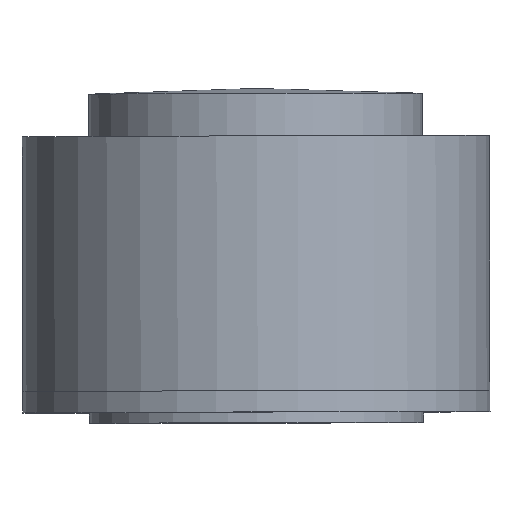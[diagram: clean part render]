
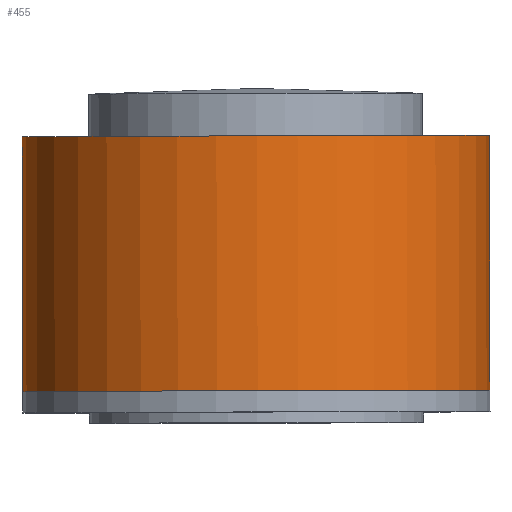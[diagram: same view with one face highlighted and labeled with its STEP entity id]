
A CAD part, top view. The second image highlights one B-rep face of the part: STEP entity #455.
In plain terms, the highlighted cylindrical face has radius 11.176 mm (diameter 22.352 mm), a full revolution.
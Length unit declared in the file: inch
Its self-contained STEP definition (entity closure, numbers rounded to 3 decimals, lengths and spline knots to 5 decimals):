
#379=CARTESIAN_POINT('',(0.,0.,0.));
#380=DIRECTION('',(0.0,0.0,1.0));
#381=DIRECTION('',(-1.0,0.0,0.0));
#382=AXIS2_PLACEMENT_3D('',#379,#380,#381);
#383=CYLINDRICAL_SURFACE('',#382,0.44);
#384=CARTESIAN_POINT('',(0.44,0.,-0.24));
#385=VERTEX_POINT('',#384);
#386=CARTESIAN_POINT('',(0.,0.,-0.24));
#387=DIRECTION('',(0.0,0.0,1.0));
#388=DIRECTION('',(-1.0,0.0,0.0));
#389=AXIS2_PLACEMENT_3D('',#386,#387,#388);
#390=CIRCLE('',#389,0.44);
#391=EDGE_CURVE('',#385,#385,#390,.T.);
#392=ORIENTED_EDGE('',*,*,#391,.T.);
#393=EDGE_LOOP('',(#392));
#394=FACE_OUTER_BOUND('',#393,.T.);
#395=CARTESIAN_POINT('',(0.0,-0.44,0.04395));
#396=VERTEX_POINT('',#395);
#397=CARTESIAN_POINT('',(0.,-0.44,-0.06395));
#398=VERTEX_POINT('',#397);
#399=CARTESIAN_POINT('',(0.0,-0.44,0.04395));
#400=CARTESIAN_POINT('',(0.00678,-0.44,0.04395));
#401=CARTESIAN_POINT('',(0.01401,-0.43983,0.04259));
#402=CARTESIAN_POINT('',(0.0273,-0.4392,0.03709));
#403=CARTESIAN_POINT('',(0.03336,-0.43876,0.03293));
#404=CARTESIAN_POINT('',(0.04293,-0.43793,0.02336));
#405=CARTESIAN_POINT('',(0.04709,-0.43748,0.0173));
#406=CARTESIAN_POINT('',(0.05259,-0.43685,0.00401));
#407=CARTESIAN_POINT('',(0.05395,-0.43668,-0.00322));
#408=CARTESIAN_POINT('',(0.05395,-0.43668,-0.01678));
#409=CARTESIAN_POINT('',(0.05259,-0.43685,-0.02401));
#410=CARTESIAN_POINT('',(0.04709,-0.43748,-0.0373));
#411=CARTESIAN_POINT('',(0.04293,-0.43793,-0.04336));
#412=CARTESIAN_POINT('',(0.03336,-0.43876,-0.05293));
#413=CARTESIAN_POINT('',(0.0273,-0.4392,-0.05709));
#414=CARTESIAN_POINT('',(0.01401,-0.43983,-0.06259));
#415=CARTESIAN_POINT('',(0.00678,-0.44,-0.06395));
#416=CARTESIAN_POINT('',(0.,-0.44,-0.06395));
#417=B_SPLINE_CURVE_WITH_KNOTS('',3,(#399,#400,#401,#402,#403,#404,#405,#406,#407,#408,#409,#410,#411,#412,#413,#414,#415,#416),.UNSPECIFIED.,.F.,.U.,(4,2,2,2,2,2,2,2,4),(0.08138,0.10172,0.12207,0.14241,0.16275,0.1831,0.20344,0.22379,0.24413),.UNSPECIFIED.);
#418=EDGE_CURVE('',#396,#398,#417,.T.);
#419=ORIENTED_EDGE('',*,*,#418,.T.);
#420=CARTESIAN_POINT('',(0.,-0.44,-0.06395));
#421=CARTESIAN_POINT('',(-0.00678,-0.44,-0.06395));
#422=CARTESIAN_POINT('',(-0.01401,-0.43983,-0.06259));
#423=CARTESIAN_POINT('',(-0.0273,-0.4392,-0.05709));
#424=CARTESIAN_POINT('',(-0.03336,-0.43876,-0.05293));
#425=CARTESIAN_POINT('',(-0.04293,-0.43793,-0.04336));
#426=CARTESIAN_POINT('',(-0.04709,-0.43748,-0.0373));
#427=CARTESIAN_POINT('',(-0.05259,-0.43685,-0.02401));
#428=CARTESIAN_POINT('',(-0.05395,-0.43668,-0.01678));
#429=CARTESIAN_POINT('',(-0.05395,-0.43668,-0.01));
#430=CARTESIAN_POINT('',(-0.05395,-0.43668,-0.00322));
#431=CARTESIAN_POINT('',(-0.05259,-0.43685,0.00401));
#432=CARTESIAN_POINT('',(-0.04709,-0.43748,0.0173));
#433=CARTESIAN_POINT('',(-0.04293,-0.43793,0.02336));
#434=CARTESIAN_POINT('',(-0.03336,-0.43876,0.03293));
#435=CARTESIAN_POINT('',(-0.0273,-0.4392,0.03709));
#436=CARTESIAN_POINT('',(-0.01401,-0.43983,0.04259));
#437=CARTESIAN_POINT('',(-0.00678,-0.44,0.04395));
#438=CARTESIAN_POINT('',(0.0,-0.44,0.04395));
#439=B_SPLINE_CURVE_WITH_KNOTS('',3,(#420,#421,#422,#423,#424,#425,#426,#427,#428,#429,#430,#431,#432,#433,#434,#435,#436,#437,#438),.UNSPECIFIED.,.F.,.U.,(4,2,2,2,3,2,2,2,4),(0.24413,0.26448,0.28482,0.30516,0.32551,0.34585,0.3662,0.38654,0.40688),.UNSPECIFIED.);
#440=EDGE_CURVE('',#398,#396,#439,.T.);
#441=ORIENTED_EDGE('',*,*,#440,.T.);
#442=EDGE_LOOP('',(#419,#441));
#443=FACE_BOUND('',#442,.T.);
#444=CARTESIAN_POINT('',(0.44,0.,0.24));
#445=VERTEX_POINT('',#444);
#446=CARTESIAN_POINT('',(0.,0.,0.24));
#447=DIRECTION('',(0.0,0.0,1.0));
#448=DIRECTION('',(-1.0,0.0,0.0));
#449=AXIS2_PLACEMENT_3D('',#446,#447,#448);
#450=CIRCLE('',#449,0.44);
#451=EDGE_CURVE('',#445,#445,#450,.T.);
#452=ORIENTED_EDGE('',*,*,#451,.F.);
#453=EDGE_LOOP('',(#452));
#454=FACE_BOUND('',#453,.T.);
#455=ADVANCED_FACE('',(#394,#443,#454),#383,.T.);
